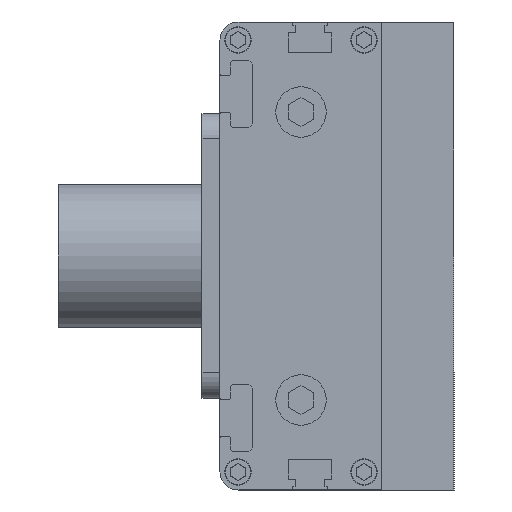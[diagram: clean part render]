
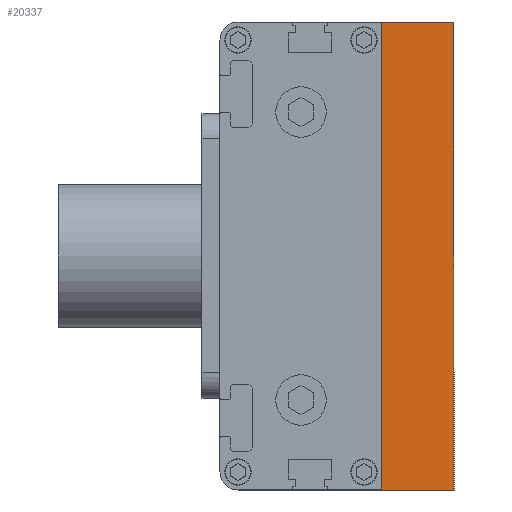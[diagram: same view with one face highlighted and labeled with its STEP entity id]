
A CAD part, left-side view. The second image highlights one B-rep face of the part: STEP entity #20337.
In plain terms, the highlighted planar face has unit normal (-1, 0, 0).
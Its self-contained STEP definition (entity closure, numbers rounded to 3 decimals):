
#2838 = VECTOR ( 'NONE', #31860, 1000. ) ;
#3424 = EDGE_CURVE ( 'NONE', #6046, #9224, #23451, .T. ) ;
#4877 = CARTESIAN_POINT ( 'NONE',  ( -698., -20., 65. ) ) ;
#5168 = EDGE_CURVE ( 'NONE', #32683, #9224, #35708, .T. ) ;
#6046 = VERTEX_POINT ( 'NONE', #15155 ) ;
#6255 = LINE ( 'NONE', #20409, #2838 ) ;
#6409 = VECTOR ( 'NONE', #21356, 1000. ) ;
#6867 = EDGE_LOOP ( 'NONE', ( #27750, #13104, #27152, #16283 ) ) ;
#7079 = VECTOR ( 'NONE', #24154, 1000. ) ;
#9224 = VERTEX_POINT ( 'NONE', #28778 ) ;
#11082 = FACE_OUTER_BOUND ( 'NONE', #6867, .T. ) ;
#13104 = ORIENTED_EDGE ( 'NONE', *, *, #5168, .F. ) ;
#14394 = EDGE_CURVE ( 'NONE', #24301, #6046, #32156, .T. ) ;
#14796 = AXIS2_PLACEMENT_3D ( 'NONE', #22916, #34364, #31307 ) ;
#15155 = CARTESIAN_POINT ( 'NONE',  ( -698., 0., 65. ) ) ;
#16283 = ORIENTED_EDGE ( 'NONE', *, *, #14394, .T. ) ;
#18025 = CARTESIAN_POINT ( 'NONE',  ( -698., -20., 65. ) ) ;
#19244 = VECTOR ( 'NONE', #33428, 1000. ) ;
#20337 = ADVANCED_FACE ( 'NONE', ( #11082 ), #28825, .F. ) ;
#20409 = CARTESIAN_POINT ( 'NONE',  ( -698., -20., 65. ) ) ;
#21356 = DIRECTION ( 'NONE',  ( 0., 0., -1. ) ) ;
#22916 = CARTESIAN_POINT ( 'NONE',  ( -698., -20., 65. ) ) ;
#23451 = LINE ( 'NONE', #26701, #6409 ) ;
#24087 = CARTESIAN_POINT ( 'NONE',  ( -698., -20., -65. ) ) ;
#24154 = DIRECTION ( 'NONE',  ( 0., 1., 0. ) ) ;
#24301 = VERTEX_POINT ( 'NONE', #4877 ) ;
#26328 = CARTESIAN_POINT ( 'NONE',  ( -698., -20., -65. ) ) ;
#26701 = CARTESIAN_POINT ( 'NONE',  ( -698., 0., 65. ) ) ;
#27152 = ORIENTED_EDGE ( 'NONE', *, *, #32666, .F. ) ;
#27750 = ORIENTED_EDGE ( 'NONE', *, *, #3424, .T. ) ;
#28778 = CARTESIAN_POINT ( 'NONE',  ( -698., 0., -65. ) ) ;
#28825 = PLANE ( 'NONE',  #14796 ) ;
#31307 = DIRECTION ( 'NONE',  ( 0., 0., -1. ) ) ;
#31860 = DIRECTION ( 'NONE',  ( 0., 0., -1. ) ) ;
#32156 = LINE ( 'NONE', #18025, #7079 ) ;
#32666 = EDGE_CURVE ( 'NONE', #24301, #32683, #6255, .T. ) ;
#32683 = VERTEX_POINT ( 'NONE', #26328 ) ;
#33428 = DIRECTION ( 'NONE',  ( 0., 1., 0. ) ) ;
#34364 = DIRECTION ( 'NONE',  ( 1., 0., 0. ) ) ;
#35708 = LINE ( 'NONE', #24087, #19244 ) ;
